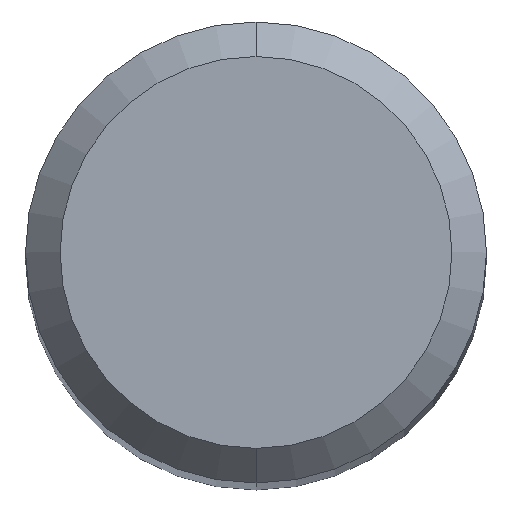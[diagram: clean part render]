
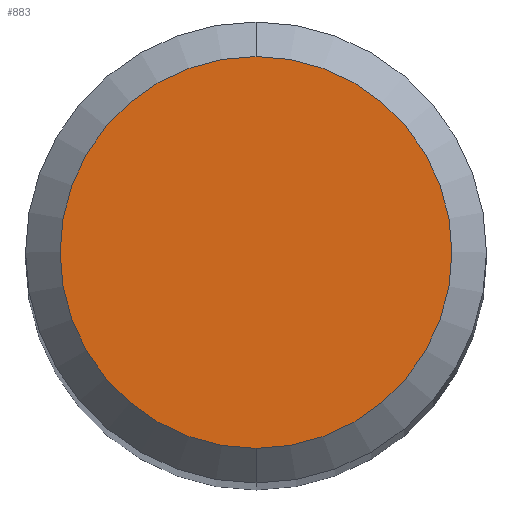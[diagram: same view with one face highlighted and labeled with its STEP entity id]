
A CAD part, top view. The second image highlights one B-rep face of the part: STEP entity #883.
In plain terms, the highlighted planar face has unit normal (0, 0, 1).
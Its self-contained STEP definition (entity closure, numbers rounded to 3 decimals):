
#453=EDGE_CURVE('',#775,#1145,#1258,.T.);
#775=VERTEX_POINT('',#1605);
#817=EDGE_CURVE('',#1145,#775,#1652,.T.);
#883=ADVANCED_FACE('',(#1725),#1726,.T.);
#1145=VERTEX_POINT('',#2012);
#1258=CIRCLE('',#2246,1.7);
#1605=CARTESIAN_POINT('',(0.0,1.7,0.0));
#1652=CIRCLE('',#3690,1.7);
#1725=FACE_OUTER_BOUND('',#3922,.T.);
#1726=PLANE('',#3923);
#2012=CARTESIAN_POINT('',(0.,-1.7,0.0));
#2246=AXIS2_PLACEMENT_3D('',#5267,#5268,#5269);
#3690=AXIS2_PLACEMENT_3D('',#5675,#5676,#5677);
#3922=EDGE_LOOP('',(#5791,#5792));
#3923=AXIS2_PLACEMENT_3D('',#5793,#5794,#5795);
#5267=CARTESIAN_POINT('',(0.0,0.0,0.0));
#5268=DIRECTION('',(0.0,0.0,-1.0));
#5269=DIRECTION('',(0.0,1.0,0.0));
#5675=CARTESIAN_POINT('',(0.0,0.0,0.0));
#5676=DIRECTION('',(0.0,0.0,-1.0));
#5677=DIRECTION('',(0.0,1.0,0.0));
#5791=ORIENTED_EDGE('',*,*,#453,.F.);
#5792=ORIENTED_EDGE('',*,*,#817,.F.);
#5793=CARTESIAN_POINT('',(0.0,0.85,0.0));
#5794=DIRECTION('',(-0.0,0.0,1.0));
#5795=DIRECTION('',(0.0,-1.0,0.0));
